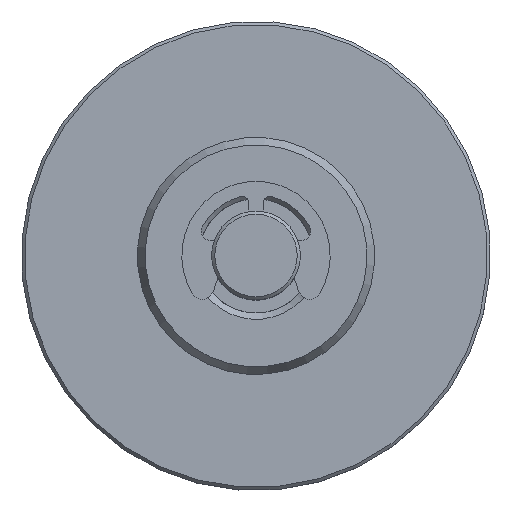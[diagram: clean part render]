
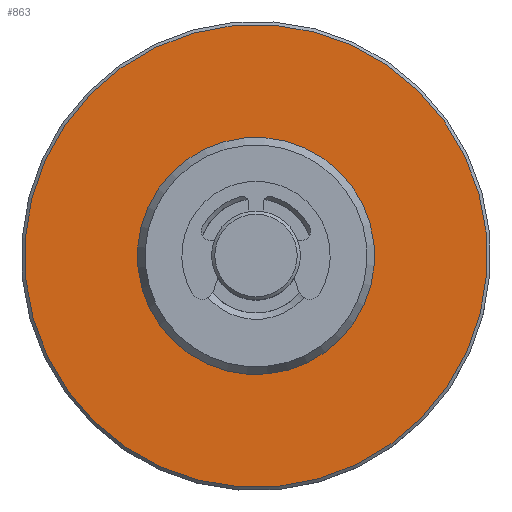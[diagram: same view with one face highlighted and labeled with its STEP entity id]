
A CAD part, top view. The second image highlights one B-rep face of the part: STEP entity #863.
In plain terms, the highlighted face is planar.
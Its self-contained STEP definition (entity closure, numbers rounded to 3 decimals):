
#181=FACE_BOUND('',#245,.T.);
#192=FACE_OUTER_BOUND('',#244,.T.);
#244=EDGE_LOOP('',(#601,#602));
#245=EDGE_LOOP('',(#603,#604));
#306=CIRCLE('',#1042,18.701);
#307=CIRCLE('',#1043,18.701);
#308=CIRCLE('',#1045,36.5);
#309=CIRCLE('',#1046,36.5);
#382=VERTEX_POINT('',#1512);
#383=VERTEX_POINT('',#1513);
#384=VERTEX_POINT('',#1518);
#385=VERTEX_POINT('',#1519);
#470=EDGE_CURVE('',#382,#383,#306,.T.);
#471=EDGE_CURVE('',#383,#382,#307,.T.);
#473=EDGE_CURVE('',#384,#385,#308,.T.);
#474=EDGE_CURVE('',#385,#384,#309,.T.);
#601=ORIENTED_EDGE('',*,*,#473,.F.);
#602=ORIENTED_EDGE('',*,*,#474,.F.);
#603=ORIENTED_EDGE('',*,*,#470,.T.);
#604=ORIENTED_EDGE('',*,*,#471,.T.);
#842=PLANE('',#1044);
#863=ADVANCED_FACE('',(#192,#181),#842,.T.);
#1042=AXIS2_PLACEMENT_3D('',#1514,#1190,#1191);
#1043=AXIS2_PLACEMENT_3D('',#1515,#1192,#1193);
#1044=AXIS2_PLACEMENT_3D('',#1517,#1195,#1196);
#1045=AXIS2_PLACEMENT_3D('',#1520,#1197,#1198);
#1046=AXIS2_PLACEMENT_3D('',#1521,#1199,#1200);
#1190=DIRECTION('center_axis',(1.,0.,0.));
#1191=DIRECTION('ref_axis',(0.,1.,0.));
#1192=DIRECTION('center_axis',(1.,0.,0.));
#1193=DIRECTION('ref_axis',(0.,1.,0.));
#1195=DIRECTION('center_axis',(-1.,0.,0.));
#1196=DIRECTION('ref_axis',(0.,0.,1.));
#1197=DIRECTION('center_axis',(1.,0.,0.));
#1198=DIRECTION('ref_axis',(0.,1.,0.));
#1199=DIRECTION('center_axis',(1.,0.,0.));
#1200=DIRECTION('ref_axis',(0.,1.,0.));
#1512=CARTESIAN_POINT('',(96.,185.822,0.));
#1513=CARTESIAN_POINT('',(96.,148.421,0.));
#1514=CARTESIAN_POINT('Origin',(96.,167.122,0.));
#1515=CARTESIAN_POINT('Origin',(96.,167.122,0.));
#1517=CARTESIAN_POINT('Origin',(96.,194.722,0.));
#1518=CARTESIAN_POINT('',(96.,203.622,0.));
#1519=CARTESIAN_POINT('',(96.,130.622,0.));
#1520=CARTESIAN_POINT('Origin',(96.,167.122,0.));
#1521=CARTESIAN_POINT('Origin',(96.,167.122,0.));
